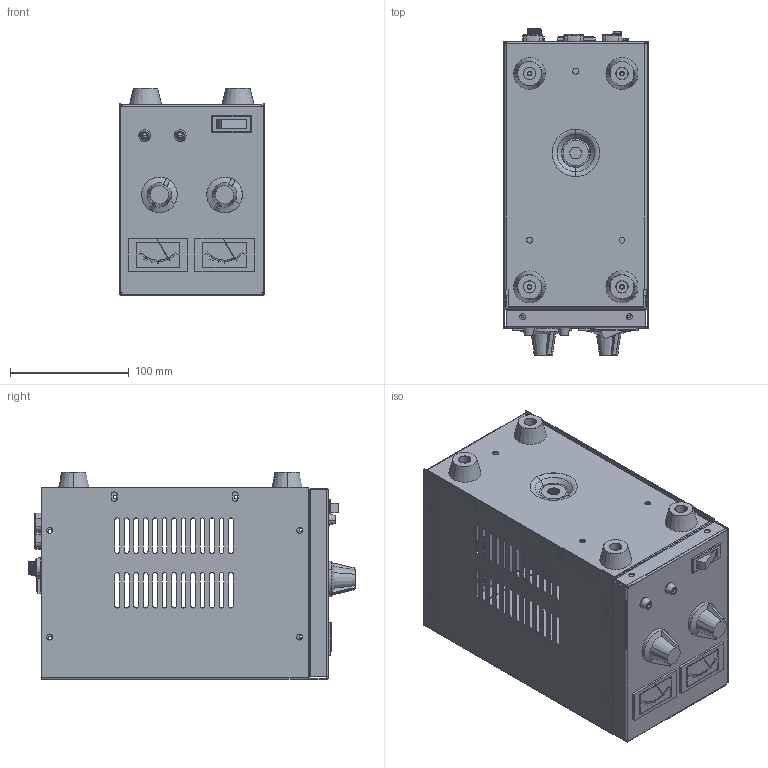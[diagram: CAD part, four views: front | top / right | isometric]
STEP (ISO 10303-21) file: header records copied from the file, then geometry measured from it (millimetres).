
FILE_DESCRIPTION (( 'STEP AP214' ), '1' );
FILE_NAME ('GCA-H-5A三维图-202505.STEP', '2025-05-07T04:43:15', ( '万丰电脑' ), ( '电话：0577-62733550' ), 'SwSTEP 2.0', 'SolidWorks 2020', '' );
FILE_SCHEMA (( 'AUTOMOTIVE_DESIGN' ));
Length unit declared in the file: millimetre
Products named in the file (14): 5A萇揤桶硌渀; GCA-H-5A裔赽; GCA砎々褐; GCA-H-5A菁釱; hong硌尨腑綻; 悵玸唅聽baoxian; GCA唅聽; GCA-H-5A三维图-202505; 諉盄諶jiexiankou; 疏雄羲壽bodong; GCA-H-5A醱啣; 葩弇瑩fuwei; qiangzhiЧ秶羲壽; 硌尨腑蟯lv
Assembly tree (20 placements, depth 2):
  GCA-H-5A三维图-202505
    GCA-H-5A裔赽
    GCA-H-5A醱啣
    GCA-H-5A菁釱
    GCA唅聽  x2
    悵玸唅聽baoxian
    疏雄羲壽bodong
    5A萇揤桶硌渀  x2
    葩弇瑩fuwei
    諉盄諶jiexiankou  x3
    qiangzhiЧ秶羲壽
    hong硌尨腑綻
    硌尨腑蟯lv
    GCA砎々褐  x4
Bounding box: 123 x 275.6 x 175.3 mm (x, y, z)
Volume: 211210.3 mm3; surface area: 397180.5 mm2
Topology: 28 solids, 28 shells, 1578 faces, 4288 edges, 2743 vertices
Faces by surface type: plane 657, cylinder 649, cone 108, torus 78, sphere 53, bspline 33
Entity records: 51042 total; most frequent: CARTESIAN_POINT 9100, DIRECTION 7880, ORIENTED_EDGE 7662, EDGE_CURVE 3831, AXIS2_PLACEMENT_3D 2934, VERTEX_POINT 2486, VECTOR 2012, LINE 2012
